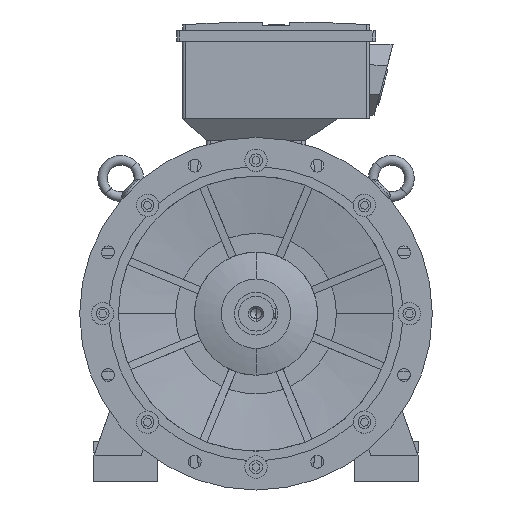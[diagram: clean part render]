
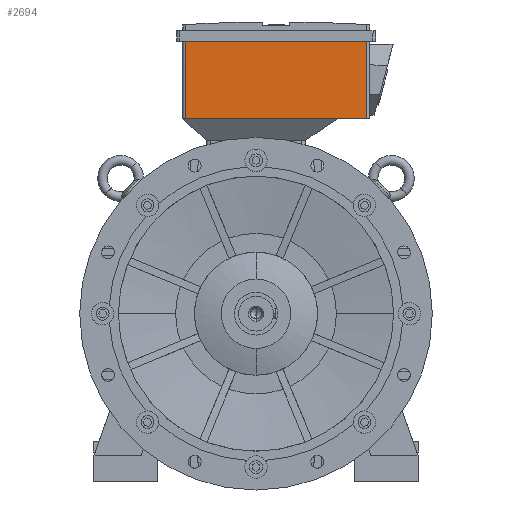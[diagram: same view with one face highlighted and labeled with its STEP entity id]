
A CAD part, left-side view. The second image highlights one B-rep face of the part: STEP entity #2694.
In plain terms, the highlighted planar face has unit normal (-1, 0, 0).
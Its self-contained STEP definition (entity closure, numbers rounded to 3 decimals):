
#2694=ADVANCED_FACE('',(#6502),#6503,.T.);
#6502=FACE_OUTER_BOUND('',#11424,.T.);
#6503=PLANE('',#11425);
#11424=EDGE_LOOP('',(#19423,#19424,#19425,#19426,#19427));
#11425=AXIS2_PLACEMENT_3D('',#19428,#19429,#19430);
#19423=ORIENTED_EDGE('',*,*,#31921,.T.);
#19424=ORIENTED_EDGE('',*,*,#31869,.T.);
#19425=ORIENTED_EDGE('',*,*,#31867,.T.);
#19426=ORIENTED_EDGE('',*,*,#31861,.T.);
#19427=ORIENTED_EDGE('',*,*,#31919,.F.);
#19428=CARTESIAN_POINT('',(5.0,-37.75,325.0));
#19429=DIRECTION('',(-1.0,0.0,0.0));
#19430=DIRECTION('',(0.0,-1.0,0.0));
#31861=EDGE_CURVE('',#38872,#38870,#38873,.T.);
#31867=EDGE_CURVE('',#38879,#38872,#38881,.T.);
#31869=EDGE_CURVE('',#38883,#38879,#38884,.T.);
#31919=EDGE_CURVE('',#38939,#38870,#38941,.T.);
#31921=EDGE_CURVE('',#38939,#38883,#38943,.T.);
#38870=VERTEX_POINT('',#50577);
#38872=VERTEX_POINT('',#50579);
#38873=LINE('',#50580,#50581);
#38879=VERTEX_POINT('',#50588);
#38881=LINE('',#50590,#50591);
#38883=VERTEX_POINT('',#50593);
#38884=LINE('',#50594,#50595);
#38939=VERTEX_POINT('',#50657);
#38941=LINE('',#50659,#50660);
#38943=LINE('',#50662,#50663);
#50577=CARTESIAN_POINT('',(5.0,132.25,510.0));
#50579=CARTESIAN_POINT('',(5.0,-207.75,510.0));
#50580=CARTESIAN_POINT('',(5.0,-37.75,510.0));
#50581=VECTOR('',#71082,1.0);
#50588=CARTESIAN_POINT('',(5.0,-207.75,365.0));
#50590=CARTESIAN_POINT('',(5.0,-207.75,325.0));
#50591=VECTOR('',#71093,1.0);
#50593=CARTESIAN_POINT('',(5.0,-152.75,365.0));
#50594=CARTESIAN_POINT('',(5.0,49.75,365.0));
#50595=VECTOR('',#71094,1.0);
#50657=CARTESIAN_POINT('',(5.0,132.25,365.0));
#50659=CARTESIAN_POINT('',(5.0,132.25,325.0));
#50660=VECTOR('',#71174,1.0);
#50662=CARTESIAN_POINT('',(5.0,49.75,365.0));
#50663=VECTOR('',#71175,1.0);
#71082=DIRECTION('',(0.0,1.0,-0.0));
#71093=DIRECTION('',(0.0,0.0,1.0));
#71094=DIRECTION('',(0.0,-1.0,0.0));
#71174=DIRECTION('',(0.0,0.0,1.0));
#71175=DIRECTION('',(0.0,-1.0,0.0));
